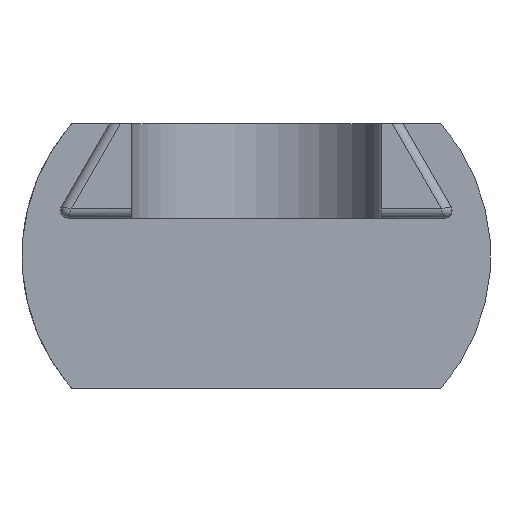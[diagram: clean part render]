
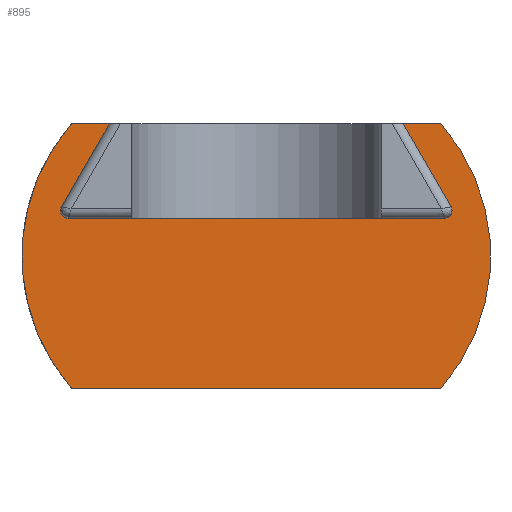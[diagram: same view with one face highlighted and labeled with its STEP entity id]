
A CAD part, left-side view. The second image highlights one B-rep face of the part: STEP entity #895.
In plain terms, the highlighted planar face has unit normal (-1, 0, 0).
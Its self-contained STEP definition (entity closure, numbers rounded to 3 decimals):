
#326=CARTESIAN_POINT('Vertex',(23.,-9.75,-7.)) ;
#329=CARTESIAN_POINT('Line Origine',(23.,0.,-7.)) ;
#333=CARTESIAN_POINT('Vertex',(23.,9.75,-7.)) ;
#564=CARTESIAN_POINT('Vertex',(23.,9.75,7.)) ;
#567=CARTESIAN_POINT('Line Origine',(23.,8.75,7.)) ;
#571=CARTESIAN_POINT('Vertex',(23.,7.75,7.)) ;
#655=CARTESIAN_POINT('Vertex',(23.,-7.75,7.)) ;
#658=CARTESIAN_POINT('Line Origine',(23.,-8.75,7.)) ;
#662=CARTESIAN_POINT('Vertex',(23.,-9.75,7.)) ;
#803=CARTESIAN_POINT('Axis2P3D Location',(23.,1.75,0.)) ;
#840=CARTESIAN_POINT('Axis2P3D Location',(23.,0.,0.)) ;
#845=CARTESIAN_POINT('Line Origine',(23.,9.02,4.8)) ;
#849=CARTESIAN_POINT('Vertex',(23.,10.29,2.6)) ;
#852=CARTESIAN_POINT('Axis2P3D Location',(23.,-1.75,0.)) ;
#857=CARTESIAN_POINT('Line Origine',(23.,-9.02,4.8)) ;
#861=CARTESIAN_POINT('Vertex',(23.,-10.29,2.6)) ;
#864=CARTESIAN_POINT('Axis2P3D Location',(23.,-9.944,2.4)) ;
#868=CARTESIAN_POINT('Vertex',(23.,-9.944,2.)) ;
#871=CARTESIAN_POINT('Line Origine',(23.,0.,2.)) ;
#875=CARTESIAN_POINT('Vertex',(23.,9.944,2.)) ;
#878=CARTESIAN_POINT('Axis2P3D Location',(23.,9.944,2.4)) ;
#330=DIRECTION('Vector Direction',(0.,-1.,0.)) ;
#568=DIRECTION('Vector Direction',(0.,-1.,0.)) ;
#659=DIRECTION('Vector Direction',(0.,-1.,0.)) ;
#804=DIRECTION('Axis2P3D Direction',(1.,0.,-0.)) ;
#841=DIRECTION('Axis2P3D Direction',(1.,0.,0.)) ;
#842=DIRECTION('Axis2P3D XDirection',(0.,1.,0.)) ;
#846=DIRECTION('Vector Direction',(0.,0.5,-0.866)) ;
#853=DIRECTION('Axis2P3D Direction',(1.,0.,0.)) ;
#858=DIRECTION('Vector Direction',(0.,0.5,0.866)) ;
#865=DIRECTION('Axis2P3D Direction',(1.,0.,0.)) ;
#872=DIRECTION('Vector Direction',(0.,-1.,0.)) ;
#879=DIRECTION('Axis2P3D Direction',(1.,0.,0.)) ;
#805=AXIS2_PLACEMENT_3D('Circle Axis2P3D',#803,#804,$) ;
#843=AXIS2_PLACEMENT_3D('Plane Axis2P3D',#840,#841,#842) ;
#854=AXIS2_PLACEMENT_3D('Circle Axis2P3D',#852,#853,$) ;
#866=AXIS2_PLACEMENT_3D('Circle Axis2P3D',#864,#865,$) ;
#880=AXIS2_PLACEMENT_3D('Circle Axis2P3D',#878,#879,$) ;
#884=ORIENTED_EDGE('',*,*,#851,.T.) ;
#885=ORIENTED_EDGE('',*,*,#573,.F.) ;
#886=ORIENTED_EDGE('',*,*,#807,.F.) ;
#887=ORIENTED_EDGE('',*,*,#335,.F.) ;
#888=ORIENTED_EDGE('',*,*,#856,.F.) ;
#889=ORIENTED_EDGE('',*,*,#664,.F.) ;
#890=ORIENTED_EDGE('',*,*,#863,.T.) ;
#891=ORIENTED_EDGE('',*,*,#870,.F.) ;
#892=ORIENTED_EDGE('',*,*,#877,.T.) ;
#893=ORIENTED_EDGE('',*,*,#882,.F.) ;
#331=VECTOR('Line Direction',#330,1.) ;
#569=VECTOR('Line Direction',#568,1.) ;
#660=VECTOR('Line Direction',#659,1.) ;
#847=VECTOR('Line Direction',#846,1.) ;
#859=VECTOR('Line Direction',#858,1.) ;
#873=VECTOR('Line Direction',#872,1.) ;
#895=ADVANCED_FACE('PartBody',(#894),#844,.F.) ;
#806=CIRCLE('generated circle',#805,10.63) ;
#855=CIRCLE('generated circle',#854,10.63) ;
#867=CIRCLE('generated circle',#866,0.4) ;
#881=CIRCLE('generated circle',#880,0.4) ;
#335=EDGE_CURVE('',#327,#334,#332,.F.) ;
#573=EDGE_CURVE('',#565,#572,#570,.T.) ;
#664=EDGE_CURVE('',#656,#663,#661,.T.) ;
#807=EDGE_CURVE('',#334,#565,#806,.T.) ;
#851=EDGE_CURVE('',#850,#572,#848,.F.) ;
#856=EDGE_CURVE('',#663,#327,#855,.T.) ;
#863=EDGE_CURVE('',#656,#862,#860,.F.) ;
#870=EDGE_CURVE('',#869,#862,#867,.F.) ;
#877=EDGE_CURVE('',#869,#876,#874,.F.) ;
#882=EDGE_CURVE('',#850,#876,#881,.F.) ;
#883=EDGE_LOOP('',(#884,#885,#886,#887,#888,#889,#890,#891,#892,#893)) ;
#894=FACE_OUTER_BOUND('',#883,.T.) ;
#332=LINE('Line',#329,#331) ;
#570=LINE('Line',#567,#569) ;
#661=LINE('Line',#658,#660) ;
#848=LINE('Line',#845,#847) ;
#860=LINE('Line',#857,#859) ;
#874=LINE('Line',#871,#873) ;
#844=PLANE('',#843) ;
#327=VERTEX_POINT('',#326) ;
#334=VERTEX_POINT('',#333) ;
#565=VERTEX_POINT('',#564) ;
#572=VERTEX_POINT('',#571) ;
#656=VERTEX_POINT('',#655) ;
#663=VERTEX_POINT('',#662) ;
#850=VERTEX_POINT('',#849) ;
#862=VERTEX_POINT('',#861) ;
#869=VERTEX_POINT('',#868) ;
#876=VERTEX_POINT('',#875) ;
